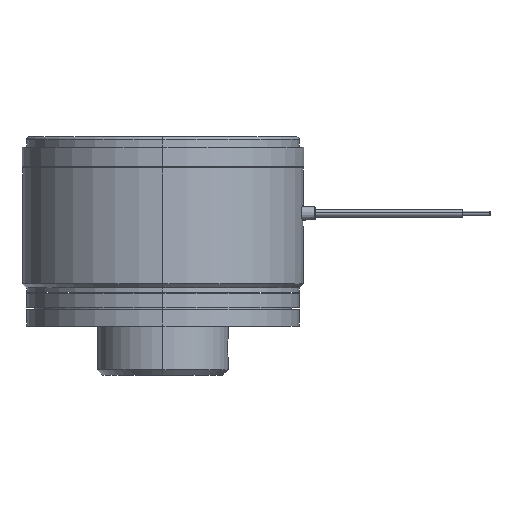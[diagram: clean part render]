
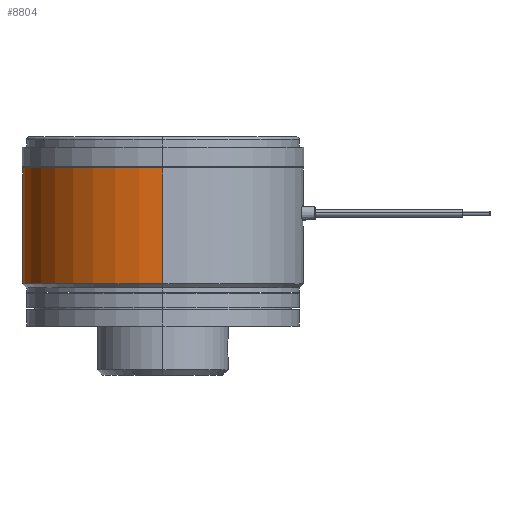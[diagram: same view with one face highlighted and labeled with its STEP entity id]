
A CAD part, left-side view. The second image highlights one B-rep face of the part: STEP entity #8804.
In plain terms, the highlighted cylindrical face has radius 25.75 mm (diameter 51.5 mm), a partial arc.
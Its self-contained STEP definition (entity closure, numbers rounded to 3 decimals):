
#448 = EDGE_CURVE ( 'NONE', #3113, #4288, #8212, .T. ) ;
#600 = LINE ( 'NONE', #2566, #6999 ) ;
#855 = DIRECTION ( 'NONE',  ( 1., 0., 0. ) ) ;
#897 = DIRECTION ( 'NONE',  ( 0., 0., 1. ) ) ;
#1018 = CARTESIAN_POINT ( 'NONE',  ( 25.75, 0., -5.7 ) ) ;
#1088 = ORIENTED_EDGE ( 'NONE', *, *, #448, .F. ) ;
#1290 = EDGE_CURVE ( 'NONE', #8896, #5101, #9650, .T. ) ;
#1479 = AXIS2_PLACEMENT_3D ( 'NONE', #4745, #12647, #7795 ) ;
#1690 = DIRECTION ( 'NONE',  ( 0., 0., 1. ) ) ;
#1809 = CARTESIAN_POINT ( 'NONE',  ( 0., 0., -5.7 ) ) ;
#2322 = DIRECTION ( 'NONE',  ( 0., 0., 1. ) ) ;
#2402 = CARTESIAN_POINT ( 'NONE',  ( -25.75, 0., -5.7 ) ) ;
#2566 = CARTESIAN_POINT ( 'NONE',  ( 25.75, 0., -1.074 ) ) ;
#3113 = VERTEX_POINT ( 'NONE', #1018 ) ;
#4288 = VERTEX_POINT ( 'NONE', #2402 ) ;
#4745 = CARTESIAN_POINT ( 'NONE',  ( 0., 0., -26.95 ) ) ;
#5101 = VERTEX_POINT ( 'NONE', #12479 ) ;
#5246 = DIRECTION ( 'NONE',  ( 1., 0., 0. ) ) ;
#5530 = EDGE_CURVE ( 'NONE', #5101, #4288, #10547, .T. ) ;
#5550 = CARTESIAN_POINT ( 'NONE',  ( -25.75, 0., -1.074 ) ) ;
#5630 = DIRECTION ( 'NONE',  ( 0., 0., 1. ) ) ;
#6037 = FACE_OUTER_BOUND ( 'NONE', #11803, .T. ) ;
#6525 = ORIENTED_EDGE ( 'NONE', *, *, #5530, .T. ) ;
#6999 = VECTOR ( 'NONE', #1690, 1000. ) ;
#7370 = AXIS2_PLACEMENT_3D ( 'NONE', #12101, #2322, #5246 ) ;
#7795 = DIRECTION ( 'NONE',  ( 1., 0., 0. ) ) ;
#8212 = CIRCLE ( 'NONE', #12487, 25.75 ) ;
#8478 = CARTESIAN_POINT ( 'NONE',  ( 25.75, 0., -26.95 ) ) ;
#8804 = ADVANCED_FACE ( 'NONE', ( #6037 ), #9942, .T. ) ;
#8896 = VERTEX_POINT ( 'NONE', #8478 ) ;
#9650 = CIRCLE ( 'NONE', #1479, 25.75 ) ;
#9757 = EDGE_CURVE ( 'NONE', #8896, #3113, #600, .T. ) ;
#9925 = ORIENTED_EDGE ( 'NONE', *, *, #1290, .T. ) ;
#9942 = CYLINDRICAL_SURFACE ( 'NONE', #7370, 25.75 ) ;
#9956 = VECTOR ( 'NONE', #897, 1000. ) ;
#10547 = LINE ( 'NONE', #5550, #9956 ) ;
#11803 = EDGE_LOOP ( 'NONE', ( #9925, #6525, #1088, #12622 ) ) ;
#12101 = CARTESIAN_POINT ( 'NONE',  ( 0., 0., -1.074 ) ) ;
#12479 = CARTESIAN_POINT ( 'NONE',  ( -25.75, 0., -26.95 ) ) ;
#12487 = AXIS2_PLACEMENT_3D ( 'NONE', #1809, #5630, #855 ) ;
#12622 = ORIENTED_EDGE ( 'NONE', *, *, #9757, .F. ) ;
#12647 = DIRECTION ( 'NONE',  ( 0., 0., 1. ) ) ;
